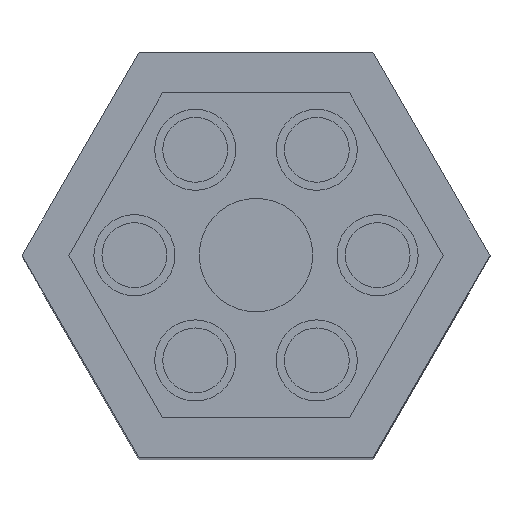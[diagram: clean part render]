
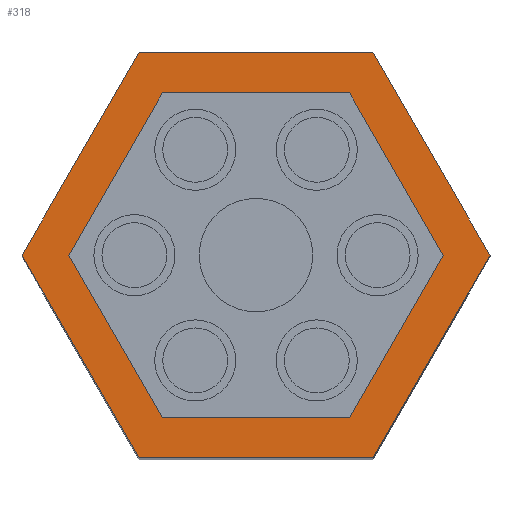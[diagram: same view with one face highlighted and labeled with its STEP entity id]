
A CAD part, top view. The second image highlights one B-rep face of the part: STEP entity #318.
In plain terms, the highlighted planar face has unit normal (0, 0, 1).
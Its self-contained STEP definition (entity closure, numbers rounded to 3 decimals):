
#318=ADVANCED_FACE('',(#425,#426),#427,.T.);
#425=FACE_BOUND('',#653,.T.);
#426=FACE_OUTER_BOUND('',#654,.T.);
#427=PLANE('',#655);
#653=EDGE_LOOP('',(#911,#912,#913,#914,#915,#916));
#654=EDGE_LOOP('',(#917,#918,#919,#920,#921,#922));
#655=AXIS2_PLACEMENT_3D('',#923,#924,#925);
#911=ORIENTED_EDGE('',*,*,#1590,.T.);
#912=ORIENTED_EDGE('',*,*,#1594,.T.);
#913=ORIENTED_EDGE('',*,*,#1597,.T.);
#914=ORIENTED_EDGE('',*,*,#1600,.T.);
#915=ORIENTED_EDGE('',*,*,#1603,.T.);
#916=ORIENTED_EDGE('',*,*,#1605,.T.);
#917=ORIENTED_EDGE('',*,*,#1607,.T.);
#918=ORIENTED_EDGE('',*,*,#1608,.T.);
#919=ORIENTED_EDGE('',*,*,#1609,.T.);
#920=ORIENTED_EDGE('',*,*,#1610,.T.);
#921=ORIENTED_EDGE('',*,*,#1611,.T.);
#922=ORIENTED_EDGE('',*,*,#1612,.T.);
#923=CARTESIAN_POINT('',(16.0,7.402,35.0));
#924=DIRECTION('',(0.0,-0.0,1.0));
#925=DIRECTION('',(0.866,0.5,0.0));
#1590=EDGE_CURVE('',#1802,#1799,#1803,.T.);
#1594=EDGE_CURVE('',#1799,#1807,#1810,.T.);
#1597=EDGE_CURVE('',#1807,#1812,#1815,.T.);
#1600=EDGE_CURVE('',#1812,#1817,#1820,.T.);
#1603=EDGE_CURVE('',#1817,#1822,#1825,.T.);
#1605=EDGE_CURVE('',#1822,#1802,#1827,.T.);
#1607=EDGE_CURVE('',#1829,#1830,#1831,.T.);
#1608=EDGE_CURVE('',#1830,#1832,#1833,.T.);
#1609=EDGE_CURVE('',#1832,#1834,#1835,.T.);
#1610=EDGE_CURVE('',#1834,#1836,#1837,.T.);
#1611=EDGE_CURVE('',#1836,#1838,#1839,.T.);
#1612=EDGE_CURVE('',#1838,#1829,#1840,.T.);
#1799=VERTEX_POINT('',#2149);
#1802=VERTEX_POINT('',#2153);
#1803=LINE('',#2154,#2155);
#1807=VERTEX_POINT('',#2161);
#1810=LINE('',#2165,#2166);
#1812=VERTEX_POINT('',#2169);
#1815=LINE('',#2173,#2174);
#1817=VERTEX_POINT('',#2177);
#1820=LINE('',#2181,#2182);
#1822=VERTEX_POINT('',#2185);
#1825=LINE('',#2189,#2190);
#1827=LINE('',#2193,#2194);
#1829=VERTEX_POINT('',#2197);
#1830=VERTEX_POINT('',#2198);
#1831=LINE('',#2199,#2200);
#1832=VERTEX_POINT('',#2201);
#1833=LINE('',#2202,#2203);
#1834=VERTEX_POINT('',#2204);
#1835=LINE('',#2205,#2206);
#1836=VERTEX_POINT('',#2207);
#1837=LINE('',#2208,#2209);
#1838=VERTEX_POINT('',#2210);
#1839=LINE('',#2211,#2212);
#1840=LINE('',#2213,#2214);
#2149=CARTESIAN_POINT('',(18.309,3.402,35.0));
#2153=CARTESIAN_POINT('',(20.619,7.402,35.0));
#2154=CARTESIAN_POINT('',(19.464,5.402,35.0));
#2155=VECTOR('',#2606,1.0);
#2161=CARTESIAN_POINT('',(13.691,3.402,35.0));
#2165=CARTESIAN_POINT('',(16.0,3.402,35.0));
#2166=VECTOR('',#2610,1.0);
#2169=CARTESIAN_POINT('',(11.381,7.402,35.0));
#2173=CARTESIAN_POINT('',(12.536,5.402,35.0));
#2174=VECTOR('',#2613,1.0);
#2177=CARTESIAN_POINT('',(13.691,11.402,35.0));
#2181=CARTESIAN_POINT('',(12.536,9.402,35.0));
#2182=VECTOR('',#2616,1.);
#2185=CARTESIAN_POINT('',(18.309,11.402,35.0));
#2189=CARTESIAN_POINT('',(16.0,11.402,35.0));
#2190=VECTOR('',#2619,1.);
#2193=CARTESIAN_POINT('',(19.464,9.402,35.0));
#2194=VECTOR('',#2621,1.0);
#2197=CARTESIAN_POINT('',(21.774,7.402,35.0));
#2198=CARTESIAN_POINT('',(18.887,12.402,35.0));
#2199=CARTESIAN_POINT('',(20.33,9.902,35.0));
#2200=VECTOR('',#2623,1.);
#2201=CARTESIAN_POINT('',(13.113,12.402,35.0));
#2202=CARTESIAN_POINT('',(16.0,12.402,35.0));
#2203=VECTOR('',#2624,1.);
#2204=CARTESIAN_POINT('',(10.226,7.402,35.0));
#2205=CARTESIAN_POINT('',(11.67,9.902,35.0));
#2206=VECTOR('',#2625,1.);
#2207=CARTESIAN_POINT('',(13.113,2.402,35.0));
#2208=CARTESIAN_POINT('',(11.67,4.902,35.0));
#2209=VECTOR('',#2626,1.);
#2210=CARTESIAN_POINT('',(18.887,2.402,35.0));
#2211=CARTESIAN_POINT('',(16.0,2.402,35.0));
#2212=VECTOR('',#2627,1.);
#2213=CARTESIAN_POINT('',(20.33,4.902,35.0));
#2214=VECTOR('',#2628,1.);
#2606=DIRECTION('',(-0.5,-0.866,0.0));
#2610=DIRECTION('',(-1.0,0.,0.0));
#2613=DIRECTION('',(-0.5,0.866,0.0));
#2616=DIRECTION('',(0.5,0.866,0.0));
#2619=DIRECTION('',(1.0,0.,0.0));
#2621=DIRECTION('',(0.5,-0.866,0.0));
#2623=DIRECTION('',(-0.5,0.866,0.0));
#2624=DIRECTION('',(-1.0,0.,0.0));
#2625=DIRECTION('',(-0.5,-0.866,0.0));
#2626=DIRECTION('',(0.5,-0.866,0.0));
#2627=DIRECTION('',(1.0,0.,0.0));
#2628=DIRECTION('',(0.5,0.866,0.0));
